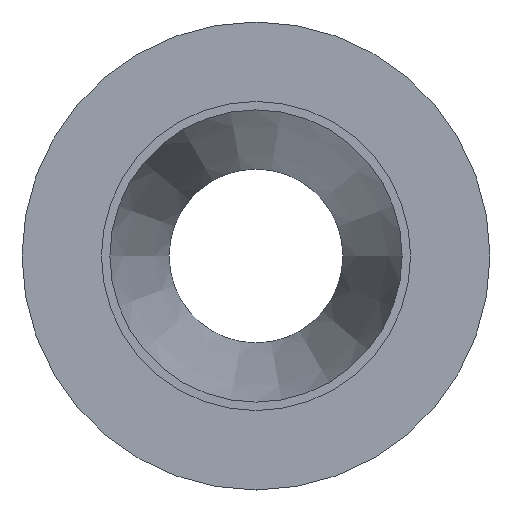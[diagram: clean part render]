
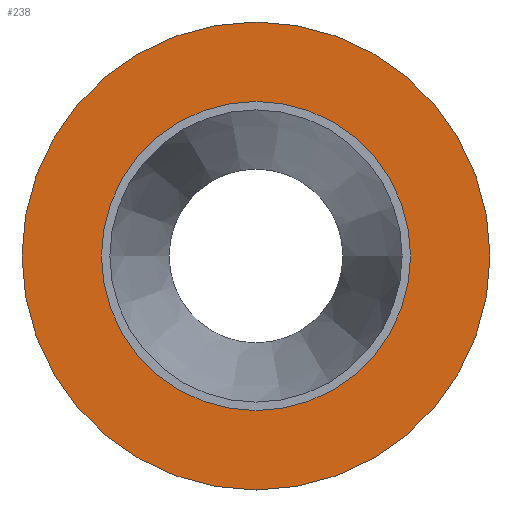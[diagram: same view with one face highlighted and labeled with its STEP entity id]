
A CAD part, left-side view. The second image highlights one B-rep face of the part: STEP entity #238.
In plain terms, the highlighted planar face has unit normal (-1, 0, 0).
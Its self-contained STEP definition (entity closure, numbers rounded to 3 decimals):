
#23=FACE_BOUND('',#71,.T.);
#31=PLANE('',#284);
#47=FACE_OUTER_BOUND('',#70,.T.);
#70=EDGE_LOOP('',(#204));
#71=EDGE_LOOP('',(#205));
#111=CIRCLE('',#283,18.);
#112=CIRCLE('',#285,35.163);
#129=VERTEX_POINT('',#424);
#130=VERTEX_POINT('',#428);
#154=EDGE_CURVE('',#129,#129,#111,.T.);
#156=EDGE_CURVE('',#130,#130,#112,.T.);
#204=ORIENTED_EDGE('',*,*,#156,.F.);
#205=ORIENTED_EDGE('',*,*,#154,.T.);
#238=ADVANCED_FACE('',(#47,#23),#31,.T.);
#283=AXIS2_PLACEMENT_3D('',#425,#354,#355);
#284=AXIS2_PLACEMENT_3D('',#427,#357,#358);
#285=AXIS2_PLACEMENT_3D('',#429,#359,#360);
#354=DIRECTION('center_axis',(1.,0.,0.));
#355=DIRECTION('ref_axis',(0.,0.,-1.));
#357=DIRECTION('center_axis',(-1.,0.,0.));
#358=DIRECTION('ref_axis',(0.,0.,1.));
#359=DIRECTION('center_axis',(1.,0.,0.));
#360=DIRECTION('ref_axis',(0.,0.,-1.));
#424=CARTESIAN_POINT('',(0.,-18.,0.));
#425=CARTESIAN_POINT('Origin',(0.,0.,0.));
#427=CARTESIAN_POINT('Origin',(0.,35.163,0.));
#428=CARTESIAN_POINT('',(0.,-35.163,0.));
#429=CARTESIAN_POINT('Origin',(0.,0.,0.));
